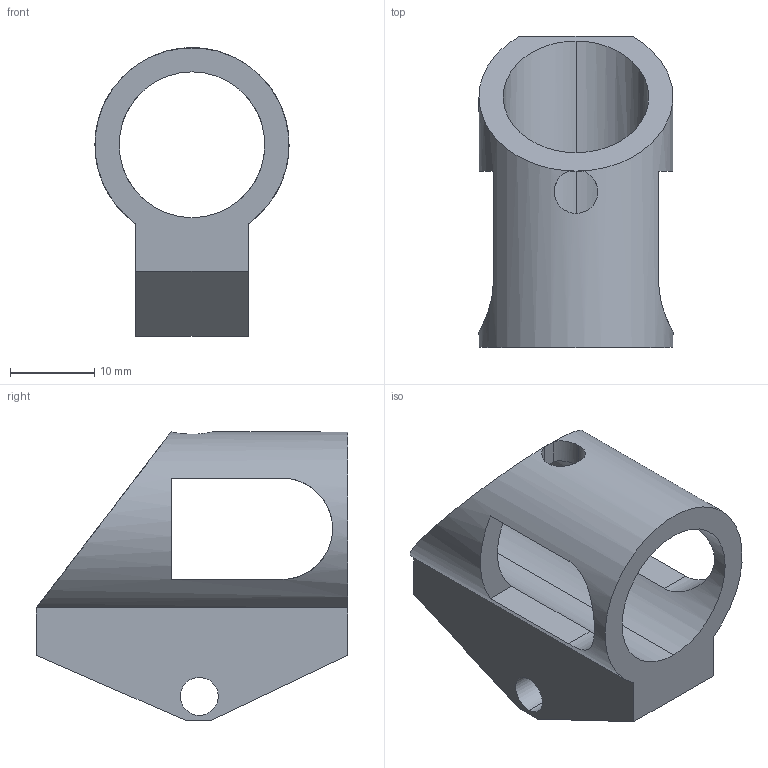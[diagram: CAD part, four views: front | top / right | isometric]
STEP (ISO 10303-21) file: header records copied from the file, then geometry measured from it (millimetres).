
FILE_DESCRIPTION (( 'STEP AP214' ), '1' );
FILE_NAME ('Teflon Tube (Spout) Mouting Fixture - Angle and Height Adjustment bracket (HEAT INSERT).STEP', '2025-05-19T18:18:21', ( '' ), ( '' ), 'SwSTEP 2.0', 'SolidWorks 2025', '' );
FILE_SCHEMA (( 'AUTOMOTIVE_DESIGN' ));
Length unit declared in the file: metre
Products named in the file (1): Teflon Tube (Spout) Mouting Fixture - Angle and Height Adjustment bracket (HEAT INSERT)
Bounding box: 23 x 36.88 x 34.19 mm (x, y, z)
Volume: 7879.1 mm3; surface area: 4617.7 mm2
Topology: 1 solids, 1 shells, 25 faces, 72 edges, 47 vertices
Faces by surface type: plane 15, cylinder 10
Entity records: 1119 total; most frequent: CARTESIAN_POINT 438, ORIENTED_EDGE 144, DIRECTION 124, EDGE_CURVE 72, VERTEX_POINT 47, VECTOR 42, LINE 42, AXIS2_PLACEMENT_3D 41
